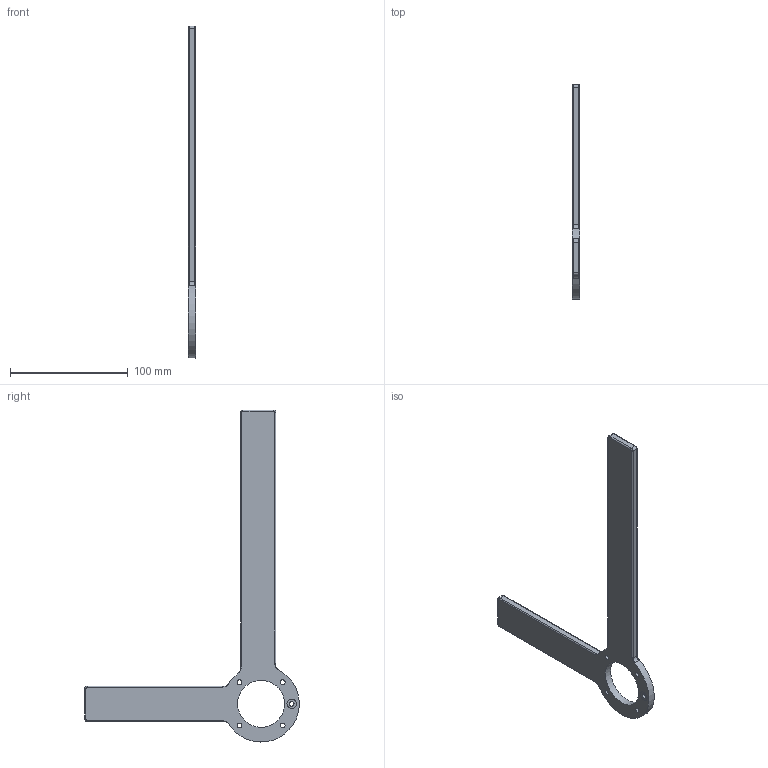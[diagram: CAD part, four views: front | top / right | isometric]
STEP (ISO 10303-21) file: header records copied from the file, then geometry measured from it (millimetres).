
FILE_DESCRIPTION(/* description */ (''),/* implementation_level */ '2;1');
FILE_NAME(/* name */ 'Pieza_vertical.stp',/* time_stamp */ '2025-11-12T15:07:36-06:00',/* author */ ('mauri'),/* organization */ (''),/* preprocessor_version */ 'ST-DEVELOPER v20',/* originating_system */ 'Autodesk Inventor 2025',/* authorisation */ '');
FILE_SCHEMA (('AUTOMOTIVE_DESIGN { 1 0 10303 214 3 1 1 }'));
Length unit declared in the file: millimetre
Products named in the file (1): Pieza_vertical
Bounding box: 6.38 x 182.41 x 282.5 mm (x, y, z)
Volume: 76657.3 mm3; surface area: 30413 mm2
Topology: 1 solids, 1 shells, 54 faces, 129 edges, 78 vertices
Faces by surface type: cylinder 29, bspline 16, plane 9
Full cylindrical faces by diameter (mm): 4 x5, 8 x1, 40 x1
Entity records: 2231 total; most frequent: CARTESIAN_POINT 908, ORIENTED_EDGE 258, DIRECTION 241, EDGE_CURVE 129, AXIS2_PLACEMENT_3D 97, VERTEX_POINT 78, EDGE_LOOP 67, CIRCLE 58
